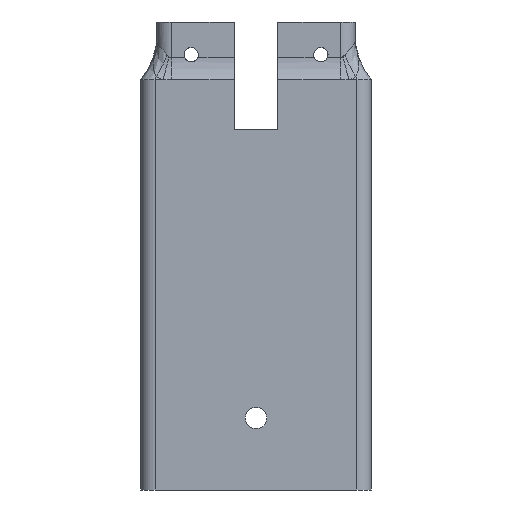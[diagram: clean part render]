
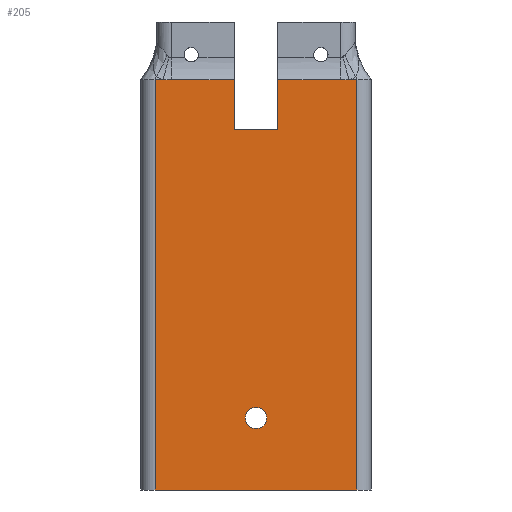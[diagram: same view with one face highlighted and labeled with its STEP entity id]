
A CAD part, left-side view. The second image highlights one B-rep face of the part: STEP entity #205.
In plain terms, the highlighted planar face has unit normal (-1, 0, 0).
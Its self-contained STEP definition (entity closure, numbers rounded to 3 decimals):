
#46 = LINE ( 'NONE', #1299, #457 ) ;
#58 = DIRECTION ( 'NONE',  ( 0., 0., -1. ) ) ;
#68 = EDGE_CURVE ( 'NONE', #2561, #3706, #3829, .T. ) ;
#116 = CARTESIAN_POINT ( 'NONE',  ( -14., 11.75, 2. ) ) ;
#133 = CARTESIAN_POINT ( 'NONE',  ( -14., 14., 2. ) ) ;
#138 = VERTEX_POINT ( 'NONE', #199 ) ;
#143 = VECTOR ( 'NONE', #3524, 1000. ) ;
#199 = CARTESIAN_POINT ( 'NONE',  ( -14., 3., 2. ) ) ;
#200 = VERTEX_POINT ( 'NONE', #2076 ) ;
#205 = ADVANCED_FACE ( 'NONE', ( #2737, #1082 ), #2350, .T. ) ;
#231 = CARTESIAN_POINT ( 'NONE',  ( -14., 14., 2. ) ) ;
#244 = CARTESIAN_POINT ( 'NONE',  ( -14., -12.962, 2. ) ) ;
#258 = VECTOR ( 'NONE', #3015, 1000. ) ;
#393 = VECTOR ( 'NONE', #3616, 1000. ) ;
#400 = ORIENTED_EDGE ( 'NONE', *, *, #4058, .F. ) ;
#401 = ORIENTED_EDGE ( 'NONE', *, *, #68, .T. ) ;
#443 = CARTESIAN_POINT ( 'NONE',  ( -14., 14., -5. ) ) ;
#457 = VECTOR ( 'NONE', #3204, 1000. ) ;
#480 = CARTESIAN_POINT ( 'NONE',  ( -14., -3., 2. ) ) ;
#656 = EDGE_CURVE ( 'NONE', #3295, #2839, #3124, .T. ) ;
#709 = VERTEX_POINT ( 'NONE', #2022 ) ;
#713 = EDGE_CURVE ( 'NONE', #2839, #709, #3223, .T. ) ;
#714 = ORIENTED_EDGE ( 'NONE', *, *, #713, .T. ) ;
#789 = LINE ( 'NONE', #480, #258 ) ;
#796 = VECTOR ( 'NONE', #1941, 1000. ) ;
#806 = ORIENTED_EDGE ( 'NONE', *, *, #3361, .T. ) ;
#811 = CARTESIAN_POINT ( 'NONE',  ( -14., 3., -5. ) ) ;
#926 = CARTESIAN_POINT ( 'NONE',  ( -14., -14., 2. ) ) ;
#933 = DIRECTION ( 'NONE',  ( -1., 0., 0. ) ) ;
#941 = VERTEX_POINT ( 'NONE', #1742 ) ;
#943 = LINE ( 'NONE', #1335, #2783 ) ;
#947 = CARTESIAN_POINT ( 'NONE',  ( -14., 1.5, -45. ) ) ;
#1032 = DIRECTION ( 'NONE',  ( 0., 1., 0. ) ) ;
#1035 = ORIENTED_EDGE ( 'NONE', *, *, #2256, .T. ) ;
#1082 = FACE_OUTER_BOUND ( 'NONE', #3621, .T. ) ;
#1098 = DIRECTION ( 'NONE',  ( 0., -1., 0. ) ) ;
#1101 = VECTOR ( 'NONE', #1032, 1000. ) ;
#1108 = VERTEX_POINT ( 'NONE', #244 ) ;
#1155 = CARTESIAN_POINT ( 'NONE',  ( -14., 3., 2. ) ) ;
#1176 = LINE ( 'NONE', #1155, #3682 ) ;
#1209 = EDGE_CURVE ( 'NONE', #941, #3456, #3834, .T. ) ;
#1218 = CARTESIAN_POINT ( 'NONE',  ( -14., 14., 2. ) ) ;
#1228 = DIRECTION ( 'NONE',  ( 0., -1., 0. ) ) ;
#1299 = CARTESIAN_POINT ( 'NONE',  ( -14., 14., 2. ) ) ;
#1329 = AXIS2_PLACEMENT_3D ( 'NONE', #1717, #3926, #1098 ) ;
#1335 = CARTESIAN_POINT ( 'NONE',  ( -14., -14., -55. ) ) ;
#1346 = EDGE_CURVE ( 'NONE', #3456, #941, #1455, .T. ) ;
#1455 = CIRCLE ( 'NONE', #3441, 1.5 ) ;
#1483 = DIRECTION ( 'NONE',  ( 0., 1., 0. ) ) ;
#1518 = CARTESIAN_POINT ( 'NONE',  ( -14., 0., -45. ) ) ;
#1559 = DIRECTION ( 'NONE',  ( 0., -1., 0. ) ) ;
#1593 = DIRECTION ( 'NONE',  ( 0., 1., 0. ) ) ;
#1654 = ORIENTED_EDGE ( 'NONE', *, *, #1209, .F. ) ;
#1661 = EDGE_CURVE ( 'NONE', #1728, #709, #943, .T. ) ;
#1674 = LINE ( 'NONE', #1955, #3497 ) ;
#1717 = CARTESIAN_POINT ( 'NONE',  ( -14., 14., 2. ) ) ;
#1721 = ORIENTED_EDGE ( 'NONE', *, *, #656, .T. ) ;
#1728 = VERTEX_POINT ( 'NONE', #3870 ) ;
#1742 = CARTESIAN_POINT ( 'NONE',  ( -14., -1.5, -45. ) ) ;
#1791 = ORIENTED_EDGE ( 'NONE', *, *, #2853, .F. ) ;
#1824 = VECTOR ( 'NONE', #2050, 1000. ) ;
#1941 = DIRECTION ( 'NONE',  ( 0., 0., -1. ) ) ;
#1955 = CARTESIAN_POINT ( 'NONE',  ( -14., -14., 2. ) ) ;
#2022 = CARTESIAN_POINT ( 'NONE',  ( -14., 14., -55. ) ) ;
#2026 = ORIENTED_EDGE ( 'NONE', *, *, #2678, .F. ) ;
#2050 = DIRECTION ( 'NONE',  ( 0., -1., 0. ) ) ;
#2070 = EDGE_CURVE ( 'NONE', #1108, #2561, #2196, .T. ) ;
#2076 = CARTESIAN_POINT ( 'NONE',  ( -14., -3., -5. ) ) ;
#2120 = VECTOR ( 'NONE', #1483, 1000. ) ;
#2166 = DIRECTION ( 'NONE',  ( -1., 0., 0. ) ) ;
#2196 = LINE ( 'NONE', #1218, #2928 ) ;
#2221 = ORIENTED_EDGE ( 'NONE', *, *, #1661, .F. ) ;
#2245 = CARTESIAN_POINT ( 'NONE',  ( -14., 14., 2. ) ) ;
#2256 = EDGE_CURVE ( 'NONE', #3714, #1108, #2914, .T. ) ;
#2286 = ORIENTED_EDGE ( 'NONE', *, *, #2070, .T. ) ;
#2329 = AXIS2_PLACEMENT_3D ( 'NONE', #1518, #2166, #1228 ) ;
#2350 = PLANE ( 'NONE',  #1329 ) ;
#2458 = EDGE_CURVE ( 'NONE', #2664, #200, #2657, .T. ) ;
#2472 = EDGE_CURVE ( 'NONE', #138, #3978, #3600, .T. ) ;
#2561 = VERTEX_POINT ( 'NONE', #3079 ) ;
#2657 = LINE ( 'NONE', #443, #1824 ) ;
#2664 = VERTEX_POINT ( 'NONE', #811 ) ;
#2678 = EDGE_CURVE ( 'NONE', #138, #2664, #1176, .T. ) ;
#2708 = ORIENTED_EDGE ( 'NONE', *, *, #1346, .F. ) ;
#2737 = FACE_BOUND ( 'NONE', #3228, .T. ) ;
#2783 = VECTOR ( 'NONE', #1593, 1000. ) ;
#2811 = ORIENTED_EDGE ( 'NONE', *, *, #2458, .F. ) ;
#2839 = VERTEX_POINT ( 'NONE', #3061 ) ;
#2853 = EDGE_CURVE ( 'NONE', #200, #3706, #789, .T. ) ;
#2888 = CARTESIAN_POINT ( 'NONE',  ( -14., 14., 2. ) ) ;
#2914 = LINE ( 'NONE', #2888, #1101 ) ;
#2928 = VECTOR ( 'NONE', #3452, 1000. ) ;
#3015 = DIRECTION ( 'NONE',  ( 0., 0., 1. ) ) ;
#3061 = CARTESIAN_POINT ( 'NONE',  ( -14., 14., 2. ) ) ;
#3079 = CARTESIAN_POINT ( 'NONE',  ( -14., -11.75, 2. ) ) ;
#3095 = CARTESIAN_POINT ( 'NONE',  ( -14., 0., -45. ) ) ;
#3124 = LINE ( 'NONE', #231, #2120 ) ;
#3204 = DIRECTION ( 'NONE',  ( 0., 1., 0. ) ) ;
#3223 = LINE ( 'NONE', #3894, #796 ) ;
#3228 = EDGE_LOOP ( 'NONE', ( #2708, #1654 ) ) ;
#3295 = VERTEX_POINT ( 'NONE', #3404 ) ;
#3361 = EDGE_CURVE ( 'NONE', #3978, #3295, #46, .T. ) ;
#3404 = CARTESIAN_POINT ( 'NONE',  ( -14., 12.962, 2. ) ) ;
#3411 = ORIENTED_EDGE ( 'NONE', *, *, #2472, .T. ) ;
#3441 = AXIS2_PLACEMENT_3D ( 'NONE', #3095, #933, #1559 ) ;
#3452 = DIRECTION ( 'NONE',  ( 0., 1., 0. ) ) ;
#3456 = VERTEX_POINT ( 'NONE', #947 ) ;
#3497 = VECTOR ( 'NONE', #58, 1000. ) ;
#3524 = DIRECTION ( 'NONE',  ( 0., 1., 0. ) ) ;
#3600 = LINE ( 'NONE', #133, #393 ) ;
#3616 = DIRECTION ( 'NONE',  ( 0., 1., 0. ) ) ;
#3621 = EDGE_LOOP ( 'NONE', ( #1791, #2811, #2026, #3411, #806, #1721, #714, #2221, #400, #1035, #2286, #401 ) ) ;
#3682 = VECTOR ( 'NONE', #3966, 1000. ) ;
#3706 = VERTEX_POINT ( 'NONE', #3977 ) ;
#3714 = VERTEX_POINT ( 'NONE', #926 ) ;
#3829 = LINE ( 'NONE', #2245, #143 ) ;
#3834 = CIRCLE ( 'NONE', #2329, 1.5 ) ;
#3870 = CARTESIAN_POINT ( 'NONE',  ( -14., -14., -55. ) ) ;
#3894 = CARTESIAN_POINT ( 'NONE',  ( -14., 14., 2. ) ) ;
#3926 = DIRECTION ( 'NONE',  ( -1., 0., 0. ) ) ;
#3966 = DIRECTION ( 'NONE',  ( 0., 0., -1. ) ) ;
#3977 = CARTESIAN_POINT ( 'NONE',  ( -14., -3., 2. ) ) ;
#3978 = VERTEX_POINT ( 'NONE', #116 ) ;
#4058 = EDGE_CURVE ( 'NONE', #3714, #1728, #1674, .T. ) ;
